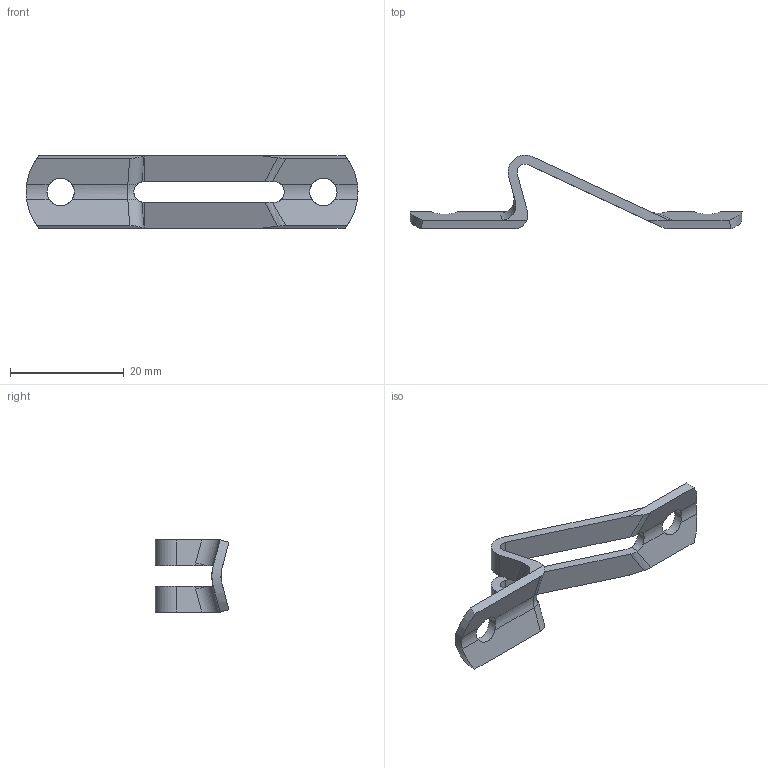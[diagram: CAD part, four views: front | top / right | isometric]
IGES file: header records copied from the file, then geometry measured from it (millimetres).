
Start section:  PTC IGES file: a4245.igs
Global section: file name: a4245.igs; native system: Creo Parametric by PTC Inc.; preprocessor: 2021284; author: Student; organization: Unknown; date: 20211206.140712; units: millimetre
Bounding box: 58.5 x 12.99 x 12.7 mm (x, y, z)
Surface area: 1868.9 mm2 (no closed solid volume)
Topology: 0 solids, 0 shells, 61 faces, 378 edges, 378 vertices
Faces by surface type: bspline 33, revolution 28
